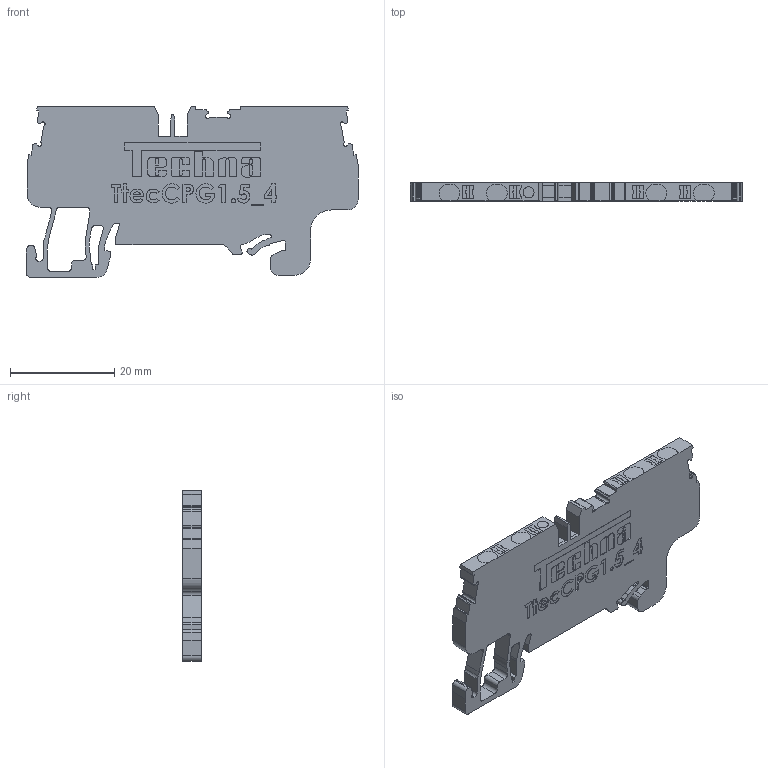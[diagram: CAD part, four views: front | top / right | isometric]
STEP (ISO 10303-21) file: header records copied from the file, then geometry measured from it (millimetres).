
FILE_DESCRIPTION (( 'STEP AP214' ), '1' );
FILE_NAME ('TtecCPG1.5_4.STEP', '2020-07-03T07:11:24', ( '' ), ( '' ), 'SwSTEP 2.0', 'SolidWorks 2020', '' );
FILE_SCHEMA (( 'AUTOMOTIVE_DESIGN' ));
Length unit declared in the file: millimetre
Products named in the file (1): TtecCPG1.5_4
Bounding box: 63.7 x 3.5 x 32.8 mm (x, y, z)
Volume: 5375.4 mm3; surface area: 4295.2 mm2
Topology: 1 solids, 1 shells, 858 faces, 2417 edges, 1612 vertices
Faces by surface type: plane 493, cylinder 259, bspline 106
Entity records: 39485 total; most frequent: CARTESIAN_POINT 11410, ORIENTED_EDGE 4834, DIRECTION 4229, EDGE_CURVE 2417, LINE 1687, VECTOR 1687, VERTEX_POINT 1612, AXIS2_PLACEMENT_3D 1271
